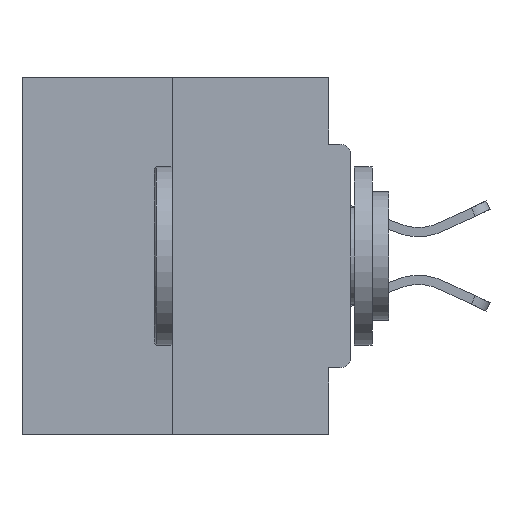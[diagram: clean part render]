
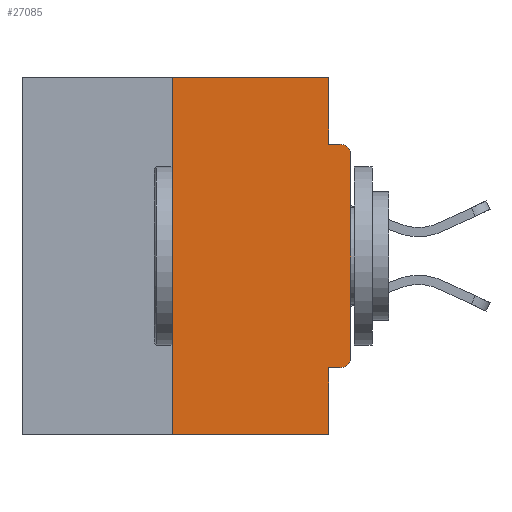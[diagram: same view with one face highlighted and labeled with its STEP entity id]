
A CAD part, left-side view. The second image highlights one B-rep face of the part: STEP entity #27085.
In plain terms, the highlighted planar face has unit normal (-1, 0, 0).
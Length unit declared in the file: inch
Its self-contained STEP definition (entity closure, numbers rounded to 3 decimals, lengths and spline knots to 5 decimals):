
#59 = AXIS2_PLACEMENT_3D ( 'NONE', #15248, #32046, #4091 ) ;
#341 = VERTEX_POINT ( 'NONE', #15483 ) ;
#593 = CARTESIAN_POINT ( 'NONE',  ( 0., 0.015, -0.0935 ) ) ;
#1989 = VERTEX_POINT ( 'NONE', #6525 ) ;
#2574 = ORIENTED_EDGE ( 'NONE', *, *, #8075, .F. ) ;
#2697 = CIRCLE ( 'NONE', #9471, 0.015 ) ;
#2977 = ORIENTED_EDGE ( 'NONE', *, *, #7332, .T. ) ;
#4027 = EDGE_CURVE ( 'NONE', #8888, #14363, #9604, .T. ) ;
#4091 = DIRECTION ( 'NONE',  ( 0., 0., -1. ) ) ;
#4487 = CARTESIAN_POINT ( 'NONE',  ( 0., 0.031, -0.4065 ) ) ;
#4664 = DIRECTION ( 'NONE',  ( 0., -1., 0. ) ) ;
#4936 = CARTESIAN_POINT ( 'NONE',  ( 0., 0.46, 0. ) ) ;
#5833 = ORIENTED_EDGE ( 'NONE', *, *, #18168, .T. ) ;
#6525 = CARTESIAN_POINT ( 'NONE',  ( 0., 0.031, -0.5 ) ) ;
#7278 = DIRECTION ( 'NONE',  ( 0., 0., 1. ) ) ;
#7332 = EDGE_CURVE ( 'NONE', #8888, #1989, #8797, .T. ) ;
#7421 = DIRECTION ( 'NONE',  ( 0., 1., 0. ) ) ;
#7988 = DIRECTION ( 'NONE',  ( 1., 0., 0. ) ) ;
#8075 = EDGE_CURVE ( 'NONE', #14363, #341, #34485, .T. ) ;
#8696 = VECTOR ( 'NONE', #34263, 39.37008 ) ;
#8797 = LINE ( 'NONE', #31867, #18426 ) ;
#8888 = VERTEX_POINT ( 'NONE', #26963 ) ;
#9121 = CARTESIAN_POINT ( 'NONE',  ( 0., 0.25, 0. ) ) ;
#9306 = DIRECTION ( 'NONE',  ( 0., -1., 0. ) ) ;
#9471 = AXIS2_PLACEMENT_3D ( 'NONE', #11701, #17214, #34131 ) ;
#9510 = LINE ( 'NONE', #34377, #31776 ) ;
#9523 = DIRECTION ( 'NONE',  ( 0., 0., -1. ) ) ;
#9604 = LINE ( 'NONE', #9121, #14423 ) ;
#11701 = CARTESIAN_POINT ( 'NONE',  ( 0., 0.015, -0.1085 ) ) ;
#12279 = LINE ( 'NONE', #18356, #31897 ) ;
#12397 = ORIENTED_EDGE ( 'NONE', *, *, #15196, .T. ) ;
#12894 = DIRECTION ( 'NONE',  ( 0., 0., -1. ) ) ;
#13487 = LINE ( 'NONE', #17818, #8696 ) ;
#14363 = VERTEX_POINT ( 'NONE', #26820 ) ;
#14423 = VECTOR ( 'NONE', #23174, 39.37008 ) ;
#15196 = EDGE_CURVE ( 'NONE', #31069, #23735, #23911, .T. ) ;
#15248 = CARTESIAN_POINT ( 'NONE',  ( 0., 0.015, -0.3915 ) ) ;
#15483 = CARTESIAN_POINT ( 'NONE',  ( 0., 0.031, 0. ) ) ;
#16654 = VERTEX_POINT ( 'NONE', #17137 ) ;
#17137 = CARTESIAN_POINT ( 'NONE',  ( 0., 0.015, -0.4065 ) ) ;
#17214 = DIRECTION ( 'NONE',  ( -1., 0., 0. ) ) ;
#17818 = CARTESIAN_POINT ( 'NONE',  ( 0., 0., -0.0935 ) ) ;
#18168 = EDGE_CURVE ( 'NONE', #16654, #31069, #25303, .T. ) ;
#18217 = EDGE_CURVE ( 'NONE', #34662, #28925, #13487, .T. ) ;
#18290 = EDGE_CURVE ( 'NONE', #341, #34662, #9510, .T. ) ;
#18356 = CARTESIAN_POINT ( 'NONE',  ( 0., 0.031, -0.5 ) ) ;
#18426 = VECTOR ( 'NONE', #9306, 39.37008 ) ;
#19731 = CARTESIAN_POINT ( 'NONE',  ( 0., 0., -0.1085 ) ) ;
#20265 = ORIENTED_EDGE ( 'NONE', *, *, #4027, .F. ) ;
#20345 = CARTESIAN_POINT ( 'NONE',  ( 0., 0., -0.3915 ) ) ;
#21249 = EDGE_CURVE ( 'NONE', #23735, #28925, #2697, .T. ) ;
#21574 = ORIENTED_EDGE ( 'NONE', *, *, #30125, .F. ) ;
#21844 = EDGE_LOOP ( 'NONE', ( #2574, #20265, #2977, #21574, #27164, #5833, #12397, #32043, #26193, #32009 ) ) ;
#21927 = DIRECTION ( 'NONE',  ( 0., 0., -1. ) ) ;
#22895 = VERTEX_POINT ( 'NONE', #4487 ) ;
#22938 = EDGE_CURVE ( 'NONE', #16654, #22895, #24449, .T. ) ;
#23157 = VECTOR ( 'NONE', #7421, 39.37008 ) ;
#23174 = DIRECTION ( 'NONE',  ( 0., 0., 1. ) ) ;
#23735 = VERTEX_POINT ( 'NONE', #19731 ) ;
#23911 = LINE ( 'NONE', #26925, #26513 ) ;
#24449 = LINE ( 'NONE', #26724, #23157 ) ;
#25303 = CIRCLE ( 'NONE', #59, 0.015 ) ;
#26193 = ORIENTED_EDGE ( 'NONE', *, *, #18217, .F. ) ;
#26446 = CARTESIAN_POINT ( 'NONE',  ( 0., 0.031, -0.0935 ) ) ;
#26513 = VECTOR ( 'NONE', #7278, 39.37008 ) ;
#26724 = CARTESIAN_POINT ( 'NONE',  ( 0., 0., -0.4065 ) ) ;
#26820 = CARTESIAN_POINT ( 'NONE',  ( 0., 0.25, 0. ) ) ;
#26925 = CARTESIAN_POINT ( 'NONE',  ( 0., 0., 0. ) ) ;
#26963 = CARTESIAN_POINT ( 'NONE',  ( 0., 0.25, -0.5 ) ) ;
#27063 = VECTOR ( 'NONE', #4664, 39.37008 ) ;
#27085 = ADVANCED_FACE ( 'NONE', ( #34905 ), #30229, .F. ) ;
#27164 = ORIENTED_EDGE ( 'NONE', *, *, #22938, .F. ) ;
#28925 = VERTEX_POINT ( 'NONE', #593 ) ;
#30125 = EDGE_CURVE ( 'NONE', #22895, #1989, #12279, .T. ) ;
#30229 = PLANE ( 'NONE',  #36043 ) ;
#31069 = VERTEX_POINT ( 'NONE', #20345 ) ;
#31776 = VECTOR ( 'NONE', #12894, 39.37008 ) ;
#31867 = CARTESIAN_POINT ( 'NONE',  ( 0., 0.46, -0.5 ) ) ;
#31897 = VECTOR ( 'NONE', #9523, 39.37008 ) ;
#32009 = ORIENTED_EDGE ( 'NONE', *, *, #18290, .F. ) ;
#32043 = ORIENTED_EDGE ( 'NONE', *, *, #21249, .T. ) ;
#32046 = DIRECTION ( 'NONE',  ( -1., 0., 0. ) ) ;
#34131 = DIRECTION ( 'NONE',  ( 0., 0., -1. ) ) ;
#34263 = DIRECTION ( 'NONE',  ( 0., -1., 0. ) ) ;
#34377 = CARTESIAN_POINT ( 'NONE',  ( 0., 0.031, 0. ) ) ;
#34485 = LINE ( 'NONE', #34516, #27063 ) ;
#34516 = CARTESIAN_POINT ( 'NONE',  ( 0., 0.46, 0. ) ) ;
#34662 = VERTEX_POINT ( 'NONE', #26446 ) ;
#34905 = FACE_OUTER_BOUND ( 'NONE', #21844, .T. ) ;
#36043 = AXIS2_PLACEMENT_3D ( 'NONE', #4936, #7988, #21927 ) ;
